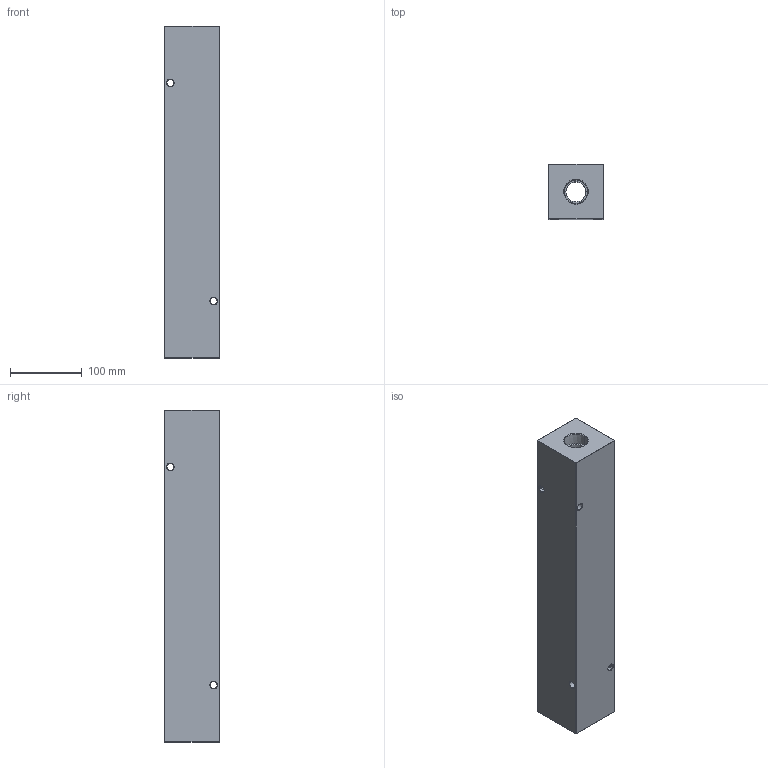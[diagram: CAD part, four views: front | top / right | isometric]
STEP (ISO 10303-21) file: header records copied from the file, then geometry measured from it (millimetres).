
FILE_DESCRIPTION (( 'STEP AP214' ), '1' );
FILE_NAME ('HM-6-0-P-16-8.STEP', '2020-02-28T20:36:50', ( '' ), ( '' ), 'SwSTEP 2.0', 'SolidWorks 2019', '' );
FILE_SCHEMA (( 'AUTOMOTIVE_DESIGN' ));
Length unit declared in the file: inch
Products named in the file (1): HM-6-0-P-16-8
Bounding box: 76.2 x 76.2 x 463.55 mm (x, y, z)
Volume: 2332030.6 mm3; surface area: 206676.9 mm2
Topology: 1 solids, 1 shells, 500 faces, 1295 edges, 842 vertices
Faces by surface type: plane 240, bspline 194, cone 36, cylinder 30
Entity records: 31351 total; most frequent: CARTESIAN_POINT 14152, ORIENTED_EDGE 2590, DIRECTION 1581, EDGE_CURVE 1295, VERTEX_POINT 842, LINE 791, VECTOR 791, EDGE_LOOP 571
